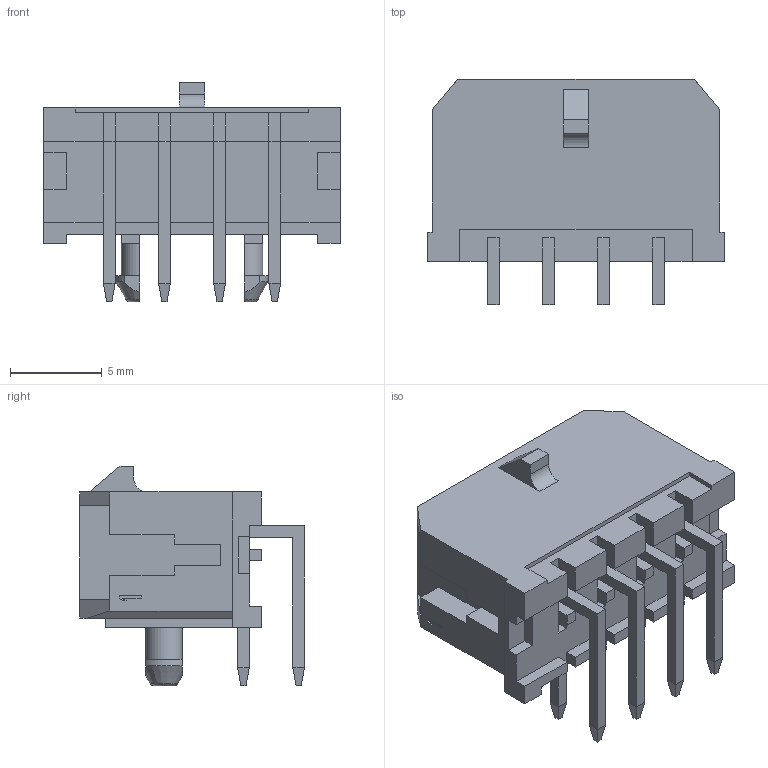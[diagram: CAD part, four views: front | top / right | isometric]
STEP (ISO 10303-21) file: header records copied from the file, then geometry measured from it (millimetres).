
FILE_DESCRIPTION(('FreeCAD Model'),'2;1');
FILE_NAME('Open CASCADE Shape Model','2022-02-12T21:15:56',( 'kicad StepUp'),('ksu MCAD'),'Open CASCADE STEP processor 7.5', 'FreeCAD','Unknown');
FILE_SCHEMA(('AUTOMOTIVE_DESIGN { 1 0 10303 214 1 1 1 1 }'));
Length unit declared in the file: millimetre
Products named in the file (1): Molex_Micro-Fit_3.0_43045-0800_2x04_P3.00mm_Horizontal001
Bounding box: 16.15 x 12.24 x 11.95 mm (x, y, z)
Volume: 674.9 mm3; surface area: 1550.5 mm2
Topology: 1 solids, 1 shells, 393 faces, 998 edges, 627 vertices
Faces by surface type: plane 384, cylinder 5, cone 2, torus 2
Entity records: 14259 total; most frequent: CARTESIAN_POINT 2059, ORIENTED_EDGE 1996, DIRECTION 1802, EDGE_CURVE 998, LINE 974, VECTOR 974, VERTEX_POINT 627, AXIS2_PLACEMENT_3D 414
